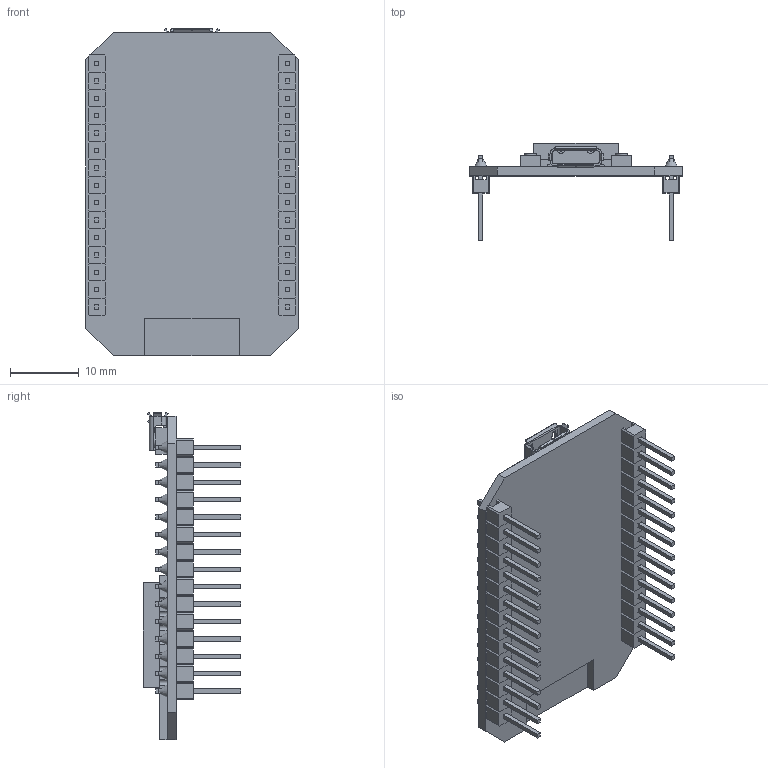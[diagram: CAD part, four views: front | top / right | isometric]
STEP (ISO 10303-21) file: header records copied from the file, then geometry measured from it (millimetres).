
FILE_DESCRIPTION(/* description */ (''),/* implementation_level */ '2;1');
FILE_NAME(/* name */ 'Nodemcu.step',/* time_stamp */ '2016-06-13T20:19:28+02:00',/* author */ (''),/* organization */ (''),/* preprocessor_version */ 'ST-DEVELOPER v16.5',/* originating_system */ 'Autodesk Translation Framework v5.0.0.3310',/* authorisation */ '');
FILE_SCHEMA (('AUTOMOTIVE_DESIGN { 1 0 10303 214 3 1 1 }'));
Length unit declared in the file: centimetre
Products named in the file (41): Nodemcu v6; PCB; Pins; Pin v4; Pin v4_1; Pin v4_2; Pin v4_3; Pin v4_4; Pin v4_5; Pin v4_6; Pin v4_7; Pin v4_8; Pin v4_9; Pin v4_10; Pin v4_11; Pin v4_12; Pin v4_13; Pin v4_14; Pin v4_15; Pin v4_16; Pin v4_17; Pin v4_18; Pin v4_19; Pin v4_20; Pin v4_21; Pin v4_22; Pin v4_23; Pin v4_24; Pin v4_25; Pin v4_26; Pin v4_27; Pin v4_28; Pin v4_29; pin; House; ESP8266; chip; microusb v1; Button; Button(Mirror) ...
Assembly tree (98 placements, depth 4):
  Nodemcu v6
    PCB
    Pins
      Pin v4
        pin
        House
      Pin v4_1
        pin
        House
      Pin v4_2
        pin
        House
      Pin v4_3
        pin
        House
      Pin v4_4
        pin
        House
      Pin v4_5
        pin
        House
      Pin v4_6
        pin
        House
      Pin v4_7
        pin
        House
      Pin v4_8
        pin
        House
      Pin v4_9
        pin
        House
      Pin v4_10
        pin
        House
      Pin v4_11
        pin
        House
      Pin v4_12
        pin
        House
      Pin v4_13
        pin
        House
      Pin v4_14
        pin
        House
      Pin v4_15
        pin
        House
      Pin v4_16
        pin
        House
      Pin v4_17
        pin
        House
      Pin v4_18
        pin
        House
Bounding box: 31 x 14.26 x 47.8 mm (x, y, z)
Volume: 3277.1 mm3; surface area: 7352.3 mm2
Topology: 115 solids, 115 shells, 1487 faces, 3801 edges, 2530 vertices
Faces by surface type: plane 1231, cylinder 226, cone 30
Full cylindrical faces by diameter (mm): 0.8 x32, 1 x30, 1.75 x2
Entity records: 25096 total; most frequent: DIRECTION 4299, CARTESIAN_POINT 4279, ORIENTED_EDGE 3874, EDGE_CURVE 1937, AXIS2_PLACEMENT_3D 1448, LINE 1403, VECTOR 1403, VERTEX_POINT 1340
